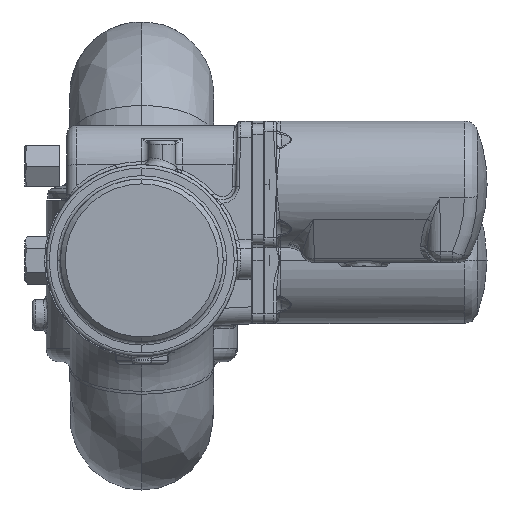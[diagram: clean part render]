
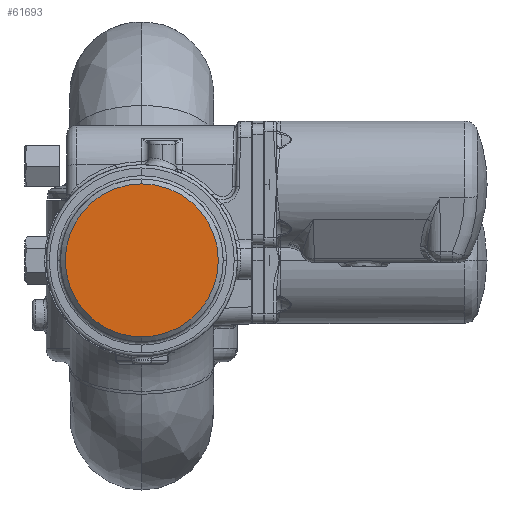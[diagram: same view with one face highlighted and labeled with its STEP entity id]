
A CAD part, front view. The second image highlights one B-rep face of the part: STEP entity #61693.
In plain terms, the highlighted planar face has unit normal (0, -1, 0).
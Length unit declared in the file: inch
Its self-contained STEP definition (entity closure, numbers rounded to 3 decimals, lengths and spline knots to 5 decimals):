
#6035 = FACE_OUTER_BOUND ( 'NONE', #55085, .T. ) ;
#6117 = VERTEX_POINT ( 'NONE', #62926 ) ;
#6206 = VERTEX_POINT ( 'NONE', #63064 ) ;
#8668 = CARTESIAN_POINT ( 'NONE',  ( -2.78874, -0.699, 0. ) ) ;
#8669 = PLANE ( 'NONE',  #32012 ) ;
#8679 = DIRECTION ( 'NONE',  ( 0., 1., 0. ) ) ;
#8680 = DIRECTION ( 'NONE',  ( 0., 0., 1. ) ) ;
#30847 = CIRCLE ( 'NONE', #31619, 1.399 ) ;
#31107 = CIRCLE ( 'NONE', #31702, 1.399 ) ;
#31619 = AXIS2_PLACEMENT_3D ( 'NONE', #65592, #65593, #65594 ) ;
#31702 = AXIS2_PLACEMENT_3D ( 'NONE', #68814, #68820, #68821 ) ;
#32012 = AXIS2_PLACEMENT_3D ( 'NONE', #8668, #8679, #8680 ) ;
#55085 = EDGE_LOOP ( 'NONE', ( #63575, #63009 ) ) ;
#60617 = EDGE_CURVE ( 'NONE', #6117, #6206, #30847, .T. ) ;
#60956 = EDGE_CURVE ( 'NONE', #6206, #6117, #31107, .T. ) ;
#61693 = ADVANCED_FACE ( 'NONE', ( #6035 ), #8669, .F. ) ;
#62926 = CARTESIAN_POINT ( 'NONE',  ( 0., -0.699, 1.399 ) ) ;
#63009 = ORIENTED_EDGE ( 'NONE', *, *, #60956, .F. ) ;
#63064 = CARTESIAN_POINT ( 'NONE',  ( 0., -0.699, -1.399 ) ) ;
#63575 = ORIENTED_EDGE ( 'NONE', *, *, #60617, .F. ) ;
#65592 = CARTESIAN_POINT ( 'NONE',  ( 0., -0.699, 0. ) ) ;
#65593 = DIRECTION ( 'NONE',  ( 0., 1., 0. ) ) ;
#65594 = DIRECTION ( 'NONE',  ( 0., 0., 1. ) ) ;
#68814 = CARTESIAN_POINT ( 'NONE',  ( 0., -0.699, 0. ) ) ;
#68820 = DIRECTION ( 'NONE',  ( 0., 1., 0. ) ) ;
#68821 = DIRECTION ( 'NONE',  ( 0., 0., 1. ) ) ;
